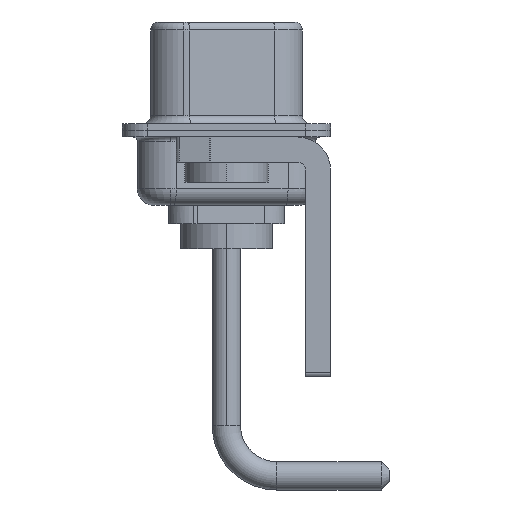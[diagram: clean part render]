
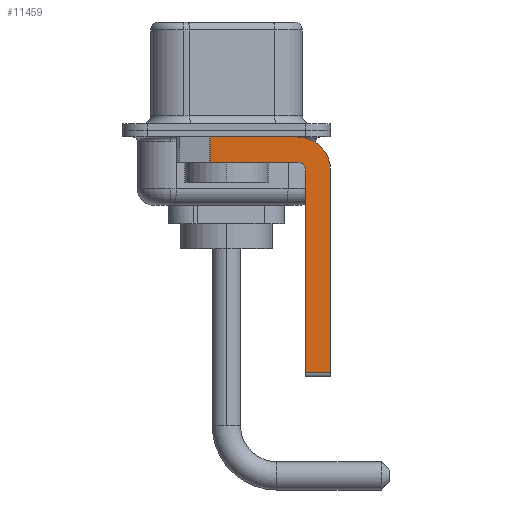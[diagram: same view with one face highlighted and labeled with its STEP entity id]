
A CAD part, left-side view. The second image highlights one B-rep face of the part: STEP entity #11459.
In plain terms, the highlighted planar face has unit normal (-1, 0, 0).
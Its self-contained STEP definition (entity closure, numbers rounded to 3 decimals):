
#1021 = VECTOR ( 'NONE', #10758, 1000. ) ;
#1086 = CARTESIAN_POINT ( 'NONE',  ( -2.9, 3., -0.4 ) ) ;
#1783 = LINE ( 'NONE', #4708, #16434 ) ;
#1844 = AXIS2_PLACEMENT_3D ( 'NONE', #9196, #5413, #13163 ) ;
#2129 = DIRECTION ( 'NONE',  ( 1., 0., 0. ) ) ;
#2781 = DIRECTION ( 'NONE',  ( 0., 0., -1. ) ) ;
#2804 = VERTEX_POINT ( 'NONE', #16355 ) ;
#3310 = CIRCLE ( 'NONE', #8271, 2. ) ;
#3433 = EDGE_CURVE ( 'NONE', #7683, #8622, #3310, .T. ) ;
#3818 = CIRCLE ( 'NONE', #11241, 0.5 ) ;
#3956 = PLANE ( 'NONE',  #1844 ) ;
#4396 = CARTESIAN_POINT ( 'NONE',  ( -2.9, 0.978, -0.4 ) ) ;
#4452 = DIRECTION ( 'NONE',  ( 0., 0., -1. ) ) ;
#4708 = CARTESIAN_POINT ( 'NONE',  ( -2.9, 0.978, -1.9 ) ) ;
#4889 = CARTESIAN_POINT ( 'NONE',  ( -2.9, -4.25, -2.4 ) ) ;
#5028 = DIRECTION ( 'NONE',  ( 0., 0., 1. ) ) ;
#5283 = CARTESIAN_POINT ( 'NONE',  ( -2.9, -6.25, -14.55 ) ) ;
#5345 = LINE ( 'NONE', #8092, #12483 ) ;
#5413 = DIRECTION ( 'NONE',  ( 1., 0., 0. ) ) ;
#6165 = LINE ( 'NONE', #1086, #11481 ) ;
#6458 = VERTEX_POINT ( 'NONE', #7813 ) ;
#6846 = VERTEX_POINT ( 'NONE', #5283 ) ;
#7339 = ORIENTED_EDGE ( 'NONE', *, *, #13441, .T. ) ;
#7563 = VECTOR ( 'NONE', #2781, 1000. ) ;
#7683 = VERTEX_POINT ( 'NONE', #11276 ) ;
#7813 = CARTESIAN_POINT ( 'NONE',  ( -2.9, -4.75, -2.4 ) ) ;
#8092 = CARTESIAN_POINT ( 'NONE',  ( -2.9, -4.25, -14.55 ) ) ;
#8206 = EDGE_CURVE ( 'NONE', #11893, #6846, #5345, .T. ) ;
#8271 = AXIS2_PLACEMENT_3D ( 'NONE', #4889, #2129, #8745 ) ;
#8300 = ORIENTED_EDGE ( 'NONE', *, *, #8206, .T. ) ;
#8484 = VERTEX_POINT ( 'NONE', #11769 ) ;
#8622 = VERTEX_POINT ( 'NONE', #10816 ) ;
#8745 = DIRECTION ( 'NONE',  ( 0., 0., -1. ) ) ;
#9196 = CARTESIAN_POINT ( 'NONE',  ( -2.9, -4.25, -2.4 ) ) ;
#10117 = DIRECTION ( 'NONE',  ( -1., 0., 0. ) ) ;
#10435 = ORIENTED_EDGE ( 'NONE', *, *, #13362, .F. ) ;
#10600 = DIRECTION ( 'NONE',  ( 0., -1., 0. ) ) ;
#10675 = LINE ( 'NONE', #14618, #10937 ) ;
#10758 = DIRECTION ( 'NONE',  ( 0., 1., 0. ) ) ;
#10816 = CARTESIAN_POINT ( 'NONE',  ( -2.9, -6.25, -2.4 ) ) ;
#10937 = VECTOR ( 'NONE', #11880, 1000. ) ;
#11018 = VERTEX_POINT ( 'NONE', #4396 ) ;
#11241 = AXIS2_PLACEMENT_3D ( 'NONE', #16824, #10117, #5028 ) ;
#11276 = CARTESIAN_POINT ( 'NONE',  ( -2.9, -4.25, -0.4 ) ) ;
#11459 = ADVANCED_FACE ( 'NONE', ( #15739 ), #3956, .F. ) ;
#11472 = EDGE_CURVE ( 'NONE', #8484, #2804, #13242, .T. ) ;
#11481 = VECTOR ( 'NONE', #13912, 1000. ) ;
#11702 = EDGE_CURVE ( 'NONE', #11018, #7683, #6165, .T. ) ;
#11769 = CARTESIAN_POINT ( 'NONE',  ( -2.9, -4.25, -1.9 ) ) ;
#11880 = DIRECTION ( 'NONE',  ( 0., 0., 1. ) ) ;
#11893 = VERTEX_POINT ( 'NONE', #14258 ) ;
#12059 = CARTESIAN_POINT ( 'NONE',  ( -2.9, -4.25, -1.9 ) ) ;
#12483 = VECTOR ( 'NONE', #10600, 1000. ) ;
#12724 = ORIENTED_EDGE ( 'NONE', *, *, #11472, .F. ) ;
#12773 = ORIENTED_EDGE ( 'NONE', *, *, #11702, .F. ) ;
#13163 = DIRECTION ( 'NONE',  ( 0., 0., -1. ) ) ;
#13242 = LINE ( 'NONE', #12059, #1021 ) ;
#13362 = EDGE_CURVE ( 'NONE', #11893, #6458, #10675, .T. ) ;
#13441 = EDGE_CURVE ( 'NONE', #11018, #2804, #1783, .T. ) ;
#13850 = EDGE_LOOP ( 'NONE', ( #12773, #7339, #12724, #14609, #10435, #8300, #16459, #16816 ) ) ;
#13912 = DIRECTION ( 'NONE',  ( 0., -1., 0. ) ) ;
#14165 = EDGE_CURVE ( 'NONE', #6458, #8484, #3818, .T. ) ;
#14258 = CARTESIAN_POINT ( 'NONE',  ( -2.9, -4.75, -14.55 ) ) ;
#14581 = CARTESIAN_POINT ( 'NONE',  ( -2.9, -6.25, -2.4 ) ) ;
#14609 = ORIENTED_EDGE ( 'NONE', *, *, #14165, .F. ) ;
#14618 = CARTESIAN_POINT ( 'NONE',  ( -2.9, -4.75, -14.8 ) ) ;
#14754 = LINE ( 'NONE', #14581, #7563 ) ;
#15647 = EDGE_CURVE ( 'NONE', #8622, #6846, #14754, .T. ) ;
#15739 = FACE_OUTER_BOUND ( 'NONE', #13850, .T. ) ;
#16355 = CARTESIAN_POINT ( 'NONE',  ( -2.9, 0.978, -1.9 ) ) ;
#16434 = VECTOR ( 'NONE', #4452, 1000. ) ;
#16459 = ORIENTED_EDGE ( 'NONE', *, *, #15647, .F. ) ;
#16816 = ORIENTED_EDGE ( 'NONE', *, *, #3433, .F. ) ;
#16824 = CARTESIAN_POINT ( 'NONE',  ( -2.9, -4.25, -2.4 ) ) ;
